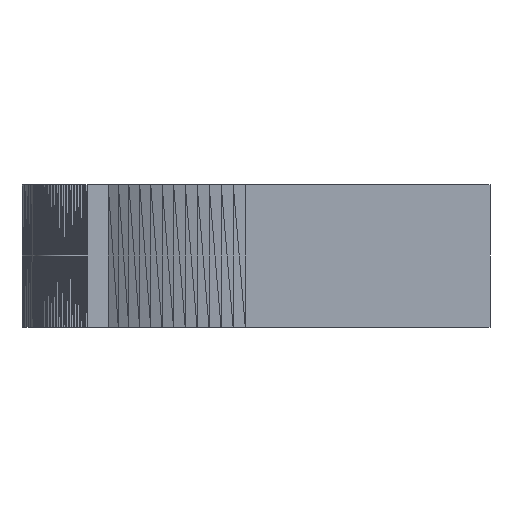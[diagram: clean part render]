
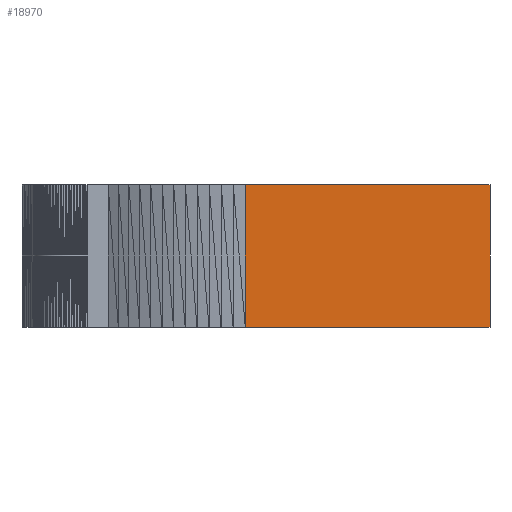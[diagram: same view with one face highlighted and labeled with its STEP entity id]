
A CAD part, left-side view. The second image highlights one B-rep face of the part: STEP entity #18970.
In plain terms, the highlighted planar face has unit normal (-1, 0, 0).
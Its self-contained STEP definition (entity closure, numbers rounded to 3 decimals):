
#1124=FACE_OUTER_BOUND('',#2398,.T.);
#2398=EDGE_LOOP('',(#16085,#16086,#16087,#16088));
#2572=LINE('',#25528,#5122);
#2590=LINE('',#25563,#5140);
#4025=LINE('',#28431,#6575);
#4690=LINE('',#29759,#7240);
#5122=VECTOR('',#20434,10.);
#5140=VECTOR('',#20454,10.);
#6575=VECTOR('',#22797,10.);
#7240=VECTOR('',#24226,10.);
#7671=VERTEX_POINT('',#25525);
#7672=VERTEX_POINT('',#25527);
#7688=VERTEX_POINT('',#25561);
#8667=VERTEX_POINT('',#28430);
#8958=EDGE_CURVE('',#7672,#7671,#2572,.T.);
#8976=EDGE_CURVE('',#7671,#7688,#2590,.T.);
#10411=EDGE_CURVE('',#7672,#8667,#4025,.T.);
#11076=EDGE_CURVE('',#8667,#7688,#4690,.T.);
#16085=ORIENTED_EDGE('',*,*,#8976,.T.);
#16086=ORIENTED_EDGE('',*,*,#11076,.F.);
#16087=ORIENTED_EDGE('',*,*,#10411,.F.);
#16088=ORIENTED_EDGE('',*,*,#8958,.T.);
#17702=PLANE('',#20252);
#18970=ADVANCED_FACE('',(#1124),#17702,.T.);
#20252=AXIS2_PLACEMENT_3D('',#30285,#25015,#25016);
#20434=DIRECTION('',(0.,0.,1.));
#20454=DIRECTION('',(0.,1.,0.));
#22797=DIRECTION('',(0.,1.,0.));
#24226=DIRECTION('',(0.,0.,1.));
#25015=DIRECTION('center_axis',(-1.,0.,0.));
#25016=DIRECTION('ref_axis',(0.,0.,1.));
#25525=CARTESIAN_POINT('',(0.,0.,0.));
#25527=CARTESIAN_POINT('',(0.,0.,-15.));
#25528=CARTESIAN_POINT('',(0.,0.,-15.));
#25561=CARTESIAN_POINT('',(0.,25.75,0.));
#25563=CARTESIAN_POINT('',(0.,0.,0.));
#28430=CARTESIAN_POINT('',(0.,25.75,-15.));
#28431=CARTESIAN_POINT('',(0.,0.,-15.));
#29759=CARTESIAN_POINT('',(0.,25.75,-15.));
#30285=CARTESIAN_POINT('Origin',(0.,0.,-15.));
